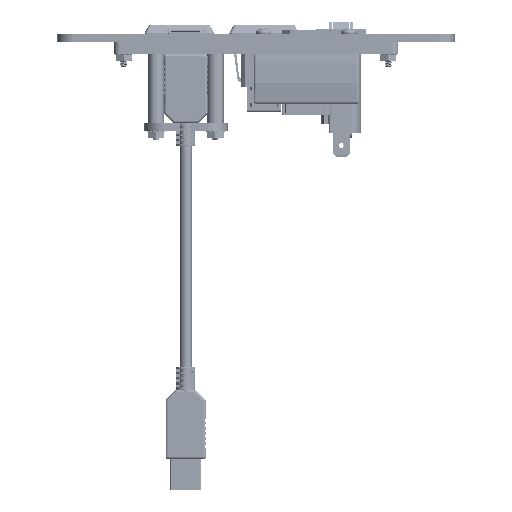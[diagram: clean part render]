
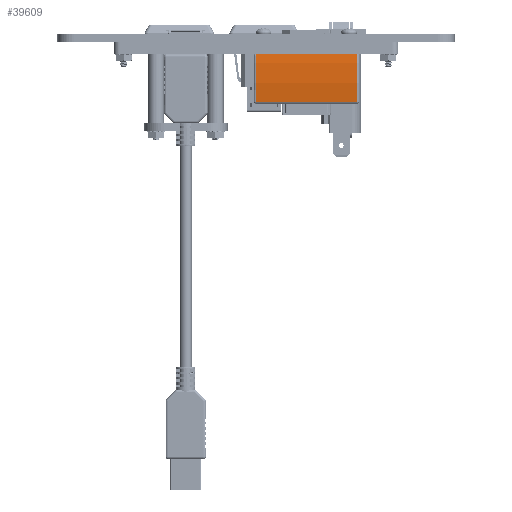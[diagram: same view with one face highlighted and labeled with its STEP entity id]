
A CAD part, front view. The second image highlights one B-rep face of the part: STEP entity #39609.
In plain terms, the highlighted cylindrical face has radius 75 mm (diameter 150 mm), a partial arc.
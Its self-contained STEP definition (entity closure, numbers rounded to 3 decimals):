
#4203 = VERTEX_POINT ( 'NONE', #56583 ) ;
#11067 = ORIENTED_EDGE ( 'NONE', *, *, #128945, .F. ) ;
#12019 = EDGE_CURVE ( 'NONE', #4203, #97941, #102156, .T. ) ;
#15966 = ORIENTED_EDGE ( 'NONE', *, *, #12019, .F. ) ;
#18154 = DIRECTION ( 'NONE',  ( 1., 0., 0. ) ) ;
#20591 = EDGE_CURVE ( 'NONE', #140714, #4203, #158077, .T. ) ;
#26854 = ORIENTED_EDGE ( 'NONE', *, *, #107752, .F. ) ;
#34240 = DIRECTION ( 'NONE',  ( -1., 0., 0. ) ) ;
#38920 = CARTESIAN_POINT ( 'NONE',  ( -20.5, 66.499, -0.15 ) ) ;
#39609 = ADVANCED_FACE ( 'NONE', ( #100462 ), #128286, .T. ) ;
#49588 = DIRECTION ( 'NONE',  ( 1., 0., 0. ) ) ;
#53362 = VECTOR ( 'NONE', #34240, 1000. ) ;
#56583 = CARTESIAN_POINT ( 'NONE',  ( -19.7, -7.649, -11.42 ) ) ;
#58496 = LINE ( 'NONE', #134736, #98826 ) ;
#67397 = CARTESIAN_POINT ( 'NONE',  ( 19.7, 66.499, -0.15 ) ) ;
#68215 = DIRECTION ( 'NONE',  ( 0., 0., -1. ) ) ;
#72809 = CARTESIAN_POINT ( 'NONE',  ( 19.7, -7.649, 11.12 ) ) ;
#73634 = DIRECTION ( 'NONE',  ( 0., 0., -1. ) ) ;
#76867 = ORIENTED_EDGE ( 'NONE', *, *, #20591, .F. ) ;
#97941 = VERTEX_POINT ( 'NONE', #137087 ) ;
#98826 = VECTOR ( 'NONE', #160944, 1000. ) ;
#100462 = FACE_OUTER_BOUND ( 'NONE', #121365, .T. ) ;
#102156 = CIRCLE ( 'NONE', #112665, 75. ) ;
#106472 = AXIS2_PLACEMENT_3D ( 'NONE', #38920, #49588, #111930 ) ;
#107752 = EDGE_CURVE ( 'NONE', #142464, #140714, #117223, .T. ) ;
#108127 = CARTESIAN_POINT ( 'NONE',  ( -19.7, 66.499, -0.15 ) ) ;
#111930 = DIRECTION ( 'NONE',  ( 0., 0., -1. ) ) ;
#112665 = AXIS2_PLACEMENT_3D ( 'NONE', #108127, #160546, #73634 ) ;
#117223 = CIRCLE ( 'NONE', #135572, 75. ) ;
#121365 = EDGE_LOOP ( 'NONE', ( #11067, #15966, #76867, #26854 ) ) ;
#128286 = CYLINDRICAL_SURFACE ( 'NONE', #106472, 75. ) ;
#128945 = EDGE_CURVE ( 'NONE', #97941, #142464, #58496, .T. ) ;
#134736 = CARTESIAN_POINT ( 'NONE',  ( -20.5, -7.649, 11.12 ) ) ;
#135572 = AXIS2_PLACEMENT_3D ( 'NONE', #67397, #18154, #68215 ) ;
#137087 = CARTESIAN_POINT ( 'NONE',  ( -19.7, -7.649, 11.12 ) ) ;
#140305 = CARTESIAN_POINT ( 'NONE',  ( 19.7, -7.649, -11.42 ) ) ;
#140714 = VERTEX_POINT ( 'NONE', #140305 ) ;
#142464 = VERTEX_POINT ( 'NONE', #72809 ) ;
#158077 = LINE ( 'NONE', #161291, #53362 ) ;
#160546 = DIRECTION ( 'NONE',  ( -1., 0., 0. ) ) ;
#160944 = DIRECTION ( 'NONE',  ( 1., 0., 0. ) ) ;
#161291 = CARTESIAN_POINT ( 'NONE',  ( -20.5, -7.649, -11.42 ) ) ;
